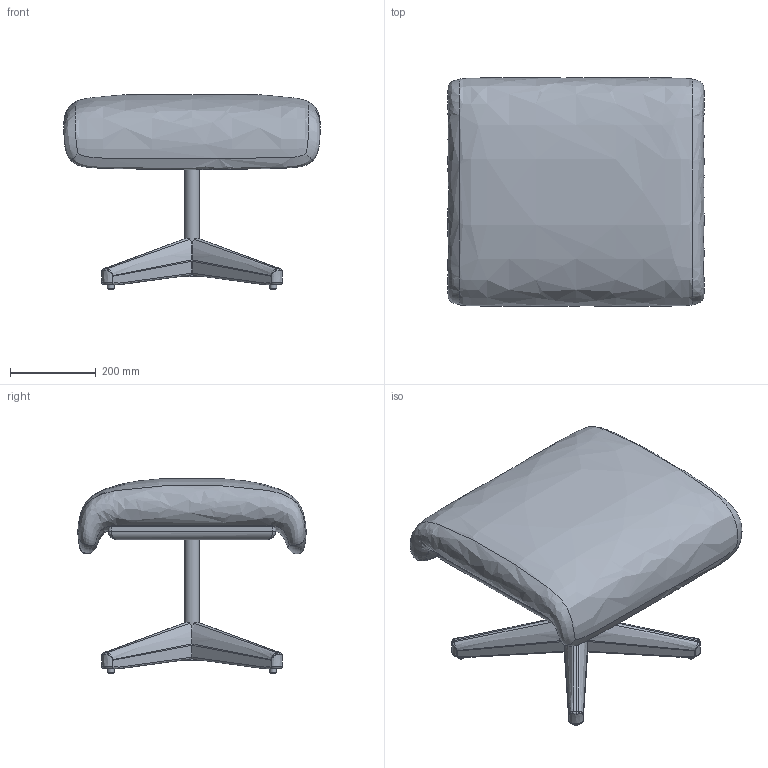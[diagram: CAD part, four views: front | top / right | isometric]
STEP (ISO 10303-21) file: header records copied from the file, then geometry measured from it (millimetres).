
FILE_DESCRIPTION(/* description */ (''),/* implementation_level */ '2;1');
FILE_NAME(/* name */ 'Ramus_CB-579',/* time_stamp */ '2025-07-18T11:37:03+02:00',/* author */ (''),/* organization */ (''),/* preprocessor_version */ 'ST-DEVELOPER v16.5',/* originating_system */ 'Rhino 7.34',/* authorisation */ '');
FILE_SCHEMA (('AUTOMOTIVE_DESIGN'));
Length unit declared in the file: centimetre
Products named in the file (2): Document; CB-579_Ramus
Assembly tree (1 placements, depth 2):
  Document
    CB-579_Ramus
Bounding box: 596.46 x 531.6 x 452.75 mm (x, y, z)
Volume: 40254005.6 mm3; surface area: 1471242.7 mm2
Topology: 11 solids, 11 shells, 183 faces, 427 edges, 266 vertices
Faces by surface type: bspline 90, plane 60, cylinder 33
Full cylindrical faces by diameter (mm): 12.8 x4, 16 x4, 35 x1
Entity records: 10654 total; most frequent: CARTESIAN_POINT 7963, ORIENTED_EDGE 846, EDGE_CURVE 423, VERTEX_POINT 266, EDGE_LOOP 195, ADVANCED_FACE 183, FACE_OUTER_BOUND 183, B_SPLINE_CURVE_WITH_KNOTS 148
